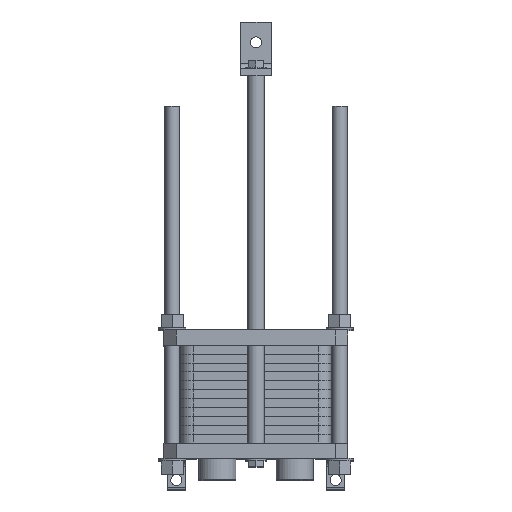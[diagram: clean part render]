
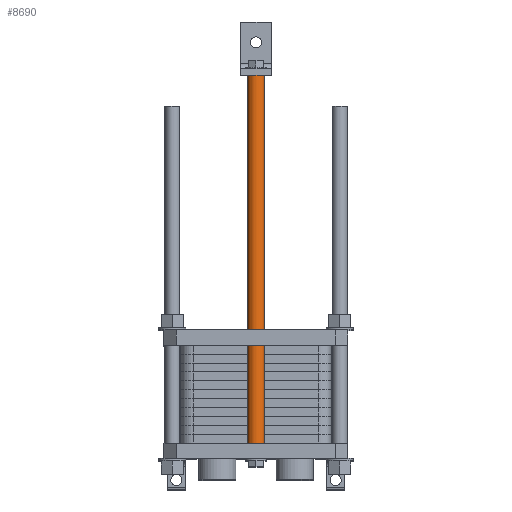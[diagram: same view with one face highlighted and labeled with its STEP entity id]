
A CAD part, top view. The second image highlights one B-rep face of the part: STEP entity #8690.
In plain terms, the highlighted cylindrical face has radius 14 mm (diameter 28 mm), a full revolution.
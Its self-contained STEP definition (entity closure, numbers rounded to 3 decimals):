
#2940=FACE_BOUND('',#3819,.T.);
#3023=CYLINDRICAL_SURFACE('',#9234,14.);
#3313=FACE_OUTER_BOUND('',#3818,.T.);
#3818=EDGE_LOOP('',(#7190));
#3819=EDGE_LOOP('',(#7191));
#4152=CIRCLE('',#9193,14.);
#4159=CIRCLE('',#9220,14.);
#4824=VERTEX_POINT('',#13474);
#4859=VERTEX_POINT('',#13576);
#5634=EDGE_CURVE('',#4824,#4824,#4152,.T.);
#5681=EDGE_CURVE('',#4859,#4859,#4159,.T.);
#7190=ORIENTED_EDGE('',*,*,#5634,.F.);
#7191=ORIENTED_EDGE('',*,*,#5681,.F.);
#8690=ADVANCED_FACE('',(#3313,#2940),#3023,.T.);
#9193=AXIS2_PLACEMENT_3D('',#13475,#10713,#10714);
#9220=AXIS2_PLACEMENT_3D('',#13577,#10807,#10808);
#9234=AXIS2_PLACEMENT_3D('',#13619,#10851,#10852);
#10713=DIRECTION('center_axis',(0.,-1.,0.));
#10714=DIRECTION('ref_axis',(-1.,0.,0.));
#10807=DIRECTION('center_axis',(0.,1.,0.));
#10808=DIRECTION('ref_axis',(-1.,0.,0.));
#10851=DIRECTION('center_axis',(0.,1.,0.));
#10852=DIRECTION('ref_axis',(-1.,0.,0.));
#13474=CARTESIAN_POINT('',(14.,0.,873.));
#13475=CARTESIAN_POINT('Origin',(0.,0.,
873.));
#13576=CARTESIAN_POINT('',(14.,600.,873.));
#13577=CARTESIAN_POINT('Origin',(0.,600.,873.));
#13619=CARTESIAN_POINT('Origin',(0.,0.,
873.));
